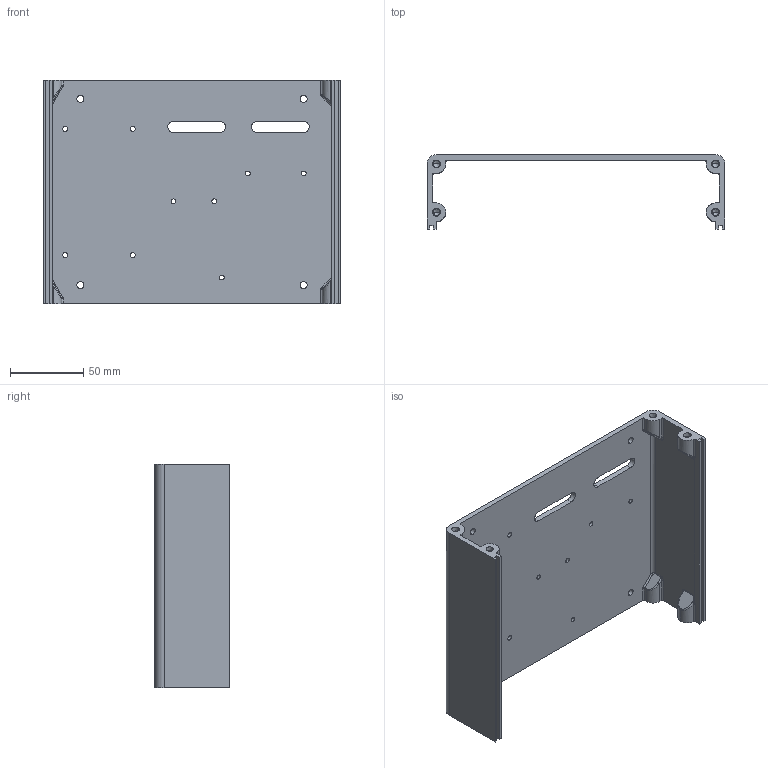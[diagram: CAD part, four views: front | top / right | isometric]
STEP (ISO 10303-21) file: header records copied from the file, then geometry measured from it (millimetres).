
FILE_DESCRIPTION (( 'STEP AP214' ), '1' );
FILE_NAME ('Smart Shunt Meter Bottom Enclosure.step', '2021-02-21T00:27:03', ( '' ), ( '' ), 'SwSTEP 2.0', 'SolidWorks 2021', '' );
FILE_SCHEMA (( 'AUTOMOTIVE_DESIGN' ));
Length unit declared in the file: inch
Products named in the file (1): Smart Shunt Meter Bottom Enclosure
Bounding box: 203.2 x 50.8 x 152.4 mm (x, y, z)
Volume: 177616.4 mm3; surface area: 97200.7 mm2
Topology: 1 solids, 1 shells, 271 faces, 672 edges, 404 vertices
Faces by surface type: cylinder 126, plane 55, bspline 36, cone 32, torus 22
Entity records: 8736 total; most frequent: CARTESIAN_POINT 2468, DIRECTION 1322, ORIENTED_EDGE 1312, EDGE_CURVE 656, AXIS2_PLACEMENT_3D 518, VERTEX_POINT 404, EDGE_LOOP 318, LINE 286
